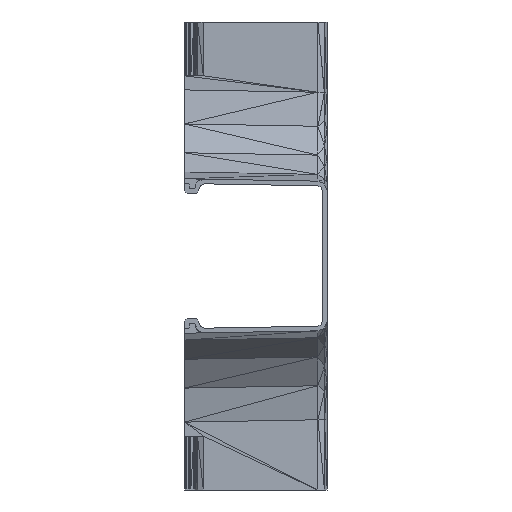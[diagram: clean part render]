
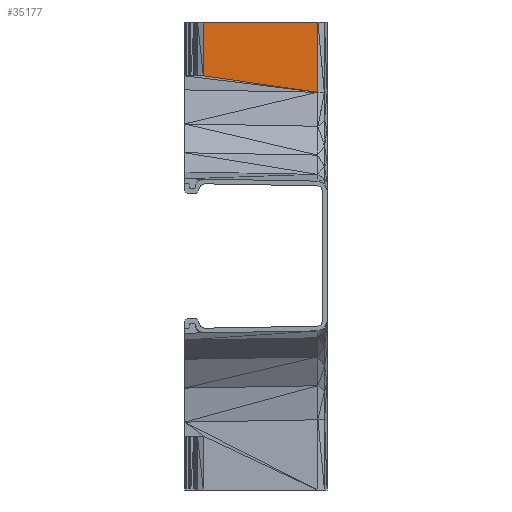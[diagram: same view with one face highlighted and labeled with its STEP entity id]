
A CAD part, left-side view. The second image highlights one B-rep face of the part: STEP entity #35177.
In plain terms, the highlighted planar face has unit normal (-1, -0.018, 0).
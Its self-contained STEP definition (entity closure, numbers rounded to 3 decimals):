
#17530 = PLANE('',#17531);
#17531 = AXIS2_PLACEMENT_3D('',#17532,#17533,#17534);
#17532 = CARTESIAN_POINT('',(0.006,-9.186,100.5));
#17533 = DIRECTION('',(0.,0.,1.));
#17534 = DIRECTION('',(0.,1.,0.));
#18452 = VERTEX_POINT('',#18453);
#18453 = CARTESIAN_POINT('',(-32.157,-28.21,
    70.341));
#18462 = PLANE('',#18463);
#18463 = AXIS2_PLACEMENT_3D('',#18464,#18465,#18466);
#18464 = CARTESIAN_POINT('',(-31.852,-28.933,
    84.71));
#18465 = DIRECTION('',(-0.922,-0.388,
    0.));
#18466 = DIRECTION('',(0.388,-0.922,0.));
#18487 = VERTEX_POINT('',#18488);
#18488 = CARTESIAN_POINT('',(-32.157,-28.21,100.5));
#18514 = EDGE_CURVE('',#18452,#18487,#18515,.T.);
#18515 = SURFACE_CURVE('',#18516,(#18520,#18527),.PCURVE_S1.);
#18516 = LINE('',#18517,#18518);
#18517 = CARTESIAN_POINT('',(-32.157,-28.21,
    70.341));
#18518 = VECTOR('',#18519,1.);
#18519 = DIRECTION('',(0.,0.,1.));
#18520 = PCURVE('',#18462,#18521);
#18521 = DEFINITIONAL_REPRESENTATION('',(#18522),#18526);
#18522 = LINE('',#18523,#18524);
#18523 = CARTESIAN_POINT('',(-0.785,-14.369));
#18524 = VECTOR('',#18525,1.);
#18525 = DIRECTION('',(0.,1.));
#18526 = ( GEOMETRIC_REPRESENTATION_CONTEXT(2) 
PARAMETRIC_REPRESENTATION_CONTEXT() REPRESENTATION_CONTEXT('2D SPACE',''
  ) );
#18527 = PCURVE('',#18528,#18533);
#18528 = PLANE('',#18529);
#18529 = AXIS2_PLACEMENT_3D('',#18530,#18531,#18532);
#18530 = CARTESIAN_POINT('',(-32.566,-4.758,
    87.056));
#18531 = DIRECTION('',(-1.,-0.017,
    0.));
#18532 = DIRECTION('',(0.017,-1.,
    0.));
#18533 = DEFINITIONAL_REPRESENTATION('',(#18534),#18538);
#18534 = LINE('',#18535,#18536);
#18535 = CARTESIAN_POINT('',(23.456,-16.715));
#18536 = VECTOR('',#18537,1.);
#18537 = DIRECTION('',(0.,1.));
#18538 = ( GEOMETRIC_REPRESENTATION_CONTEXT(2) 
PARAMETRIC_REPRESENTATION_CONTEXT() REPRESENTATION_CONTEXT('2D SPACE',''
  ) );
#20075 = VERTEX_POINT('',#20076);
#20076 = CARTESIAN_POINT('',(-33.015,20.971,
    77.385));
#20090 = PLANE('',#20091);
#20091 = AXIS2_PLACEMENT_3D('',#20092,#20093,#20094);
#20092 = CARTESIAN_POINT('',(-32.586,-3.599,
    73.864));
#20093 = DIRECTION('',(-1.,-0.017,
    0.));
#20094 = DIRECTION('',(0.017,-1.,0.));
#20116 = PLANE('',#20117);
#20117 = AXIS2_PLACEMENT_3D('',#20118,#20119,#20120);
#20118 = CARTESIAN_POINT('',(-33.015,20.982,
    88.953));
#20119 = DIRECTION('',(-1.,-0.011,
    0.));
#20120 = DIRECTION('',(0.011,-1.,
    0.));
#20132 = EDGE_CURVE('',#20133,#20075,#20135,.T.);
#20133 = VERTEX_POINT('',#20134);
#20134 = CARTESIAN_POINT('',(-33.015,20.971,100.5));
#20135 = SURFACE_CURVE('',#20136,(#20140,#20147),.PCURVE_S1.);
#20136 = LINE('',#20137,#20138);
#20137 = CARTESIAN_POINT('',(-33.015,20.971,100.5));
#20138 = VECTOR('',#20139,1.);
#20139 = DIRECTION('',(0.,0.,-1.));
#20140 = PCURVE('',#20116,#20141);
#20141 = DEFINITIONAL_REPRESENTATION('',(#20142),#20146);
#20142 = LINE('',#20143,#20144);
#20143 = CARTESIAN_POINT('',(0.01,11.547));
#20144 = VECTOR('',#20145,1.);
#20145 = DIRECTION('',(0.,-1.));
#20146 = ( GEOMETRIC_REPRESENTATION_CONTEXT(2) 
PARAMETRIC_REPRESENTATION_CONTEXT() REPRESENTATION_CONTEXT('2D SPACE',''
  ) );
#20147 = PCURVE('',#18528,#20148);
#20148 = DEFINITIONAL_REPRESENTATION('',(#20149),#20153);
#20149 = LINE('',#20150,#20151);
#20150 = CARTESIAN_POINT('',(-25.733,13.444));
#20151 = VECTOR('',#20152,1.);
#20152 = DIRECTION('',(0.,-1.));
#20153 = ( GEOMETRIC_REPRESENTATION_CONTEXT(2) 
PARAMETRIC_REPRESENTATION_CONTEXT() REPRESENTATION_CONTEXT('2D SPACE',''
  ) );
#20654 = EDGE_CURVE('',#20075,#18452,#20655,.T.);
#20655 = SURFACE_CURVE('',#20656,(#20660,#20667),.PCURVE_S1.);
#20656 = LINE('',#20657,#20658);
#20657 = CARTESIAN_POINT('',(-33.015,20.971,
    77.385));
#20658 = VECTOR('',#20659,1.);
#20659 = DIRECTION('',(0.017,-0.99,
    -0.142));
#20660 = PCURVE('',#20090,#20661);
#20661 = DEFINITIONAL_REPRESENTATION('',(#20662),#20666);
#20662 = LINE('',#20663,#20664);
#20663 = CARTESIAN_POINT('',(-24.574,3.521));
#20664 = VECTOR('',#20665,1.);
#20665 = DIRECTION('',(0.99,-0.142));
#20666 = ( GEOMETRIC_REPRESENTATION_CONTEXT(2) 
PARAMETRIC_REPRESENTATION_CONTEXT() REPRESENTATION_CONTEXT('2D SPACE',''
  ) );
#20667 = PCURVE('',#18528,#20668);
#20668 = DEFINITIONAL_REPRESENTATION('',(#20669),#20673);
#20669 = LINE('',#20670,#20671);
#20670 = CARTESIAN_POINT('',(-25.733,-9.671));
#20671 = VECTOR('',#20672,1.);
#20672 = DIRECTION('',(0.99,-0.142));
#20673 = ( GEOMETRIC_REPRESENTATION_CONTEXT(2) 
PARAMETRIC_REPRESENTATION_CONTEXT() REPRESENTATION_CONTEXT('2D SPACE',''
  ) );
#35177 = ADVANCED_FACE('',(#35178),#18528,.T.);
#35178 = FACE_BOUND('',#35179,.T.);
#35179 = EDGE_LOOP('',(#35180,#35181,#35202,#35203));
#35180 = ORIENTED_EDGE('',*,*,#18514,.T.);
#35181 = ORIENTED_EDGE('',*,*,#35182,.F.);
#35182 = EDGE_CURVE('',#20133,#18487,#35183,.T.);
#35183 = SURFACE_CURVE('',#35184,(#35188,#35195),.PCURVE_S1.);
#35184 = LINE('',#35185,#35186);
#35185 = CARTESIAN_POINT('',(-33.015,20.971,100.5));
#35186 = VECTOR('',#35187,1.);
#35187 = DIRECTION('',(0.017,-1.,0.));
#35188 = PCURVE('',#18528,#35189);
#35189 = DEFINITIONAL_REPRESENTATION('',(#35190),#35194);
#35190 = LINE('',#35191,#35192);
#35191 = CARTESIAN_POINT('',(-25.733,13.444));
#35192 = VECTOR('',#35193,1.);
#35193 = DIRECTION('',(1.,0.));
#35194 = ( GEOMETRIC_REPRESENTATION_CONTEXT(2) 
PARAMETRIC_REPRESENTATION_CONTEXT() REPRESENTATION_CONTEXT('2D SPACE',''
  ) );
#35195 = PCURVE('',#17530,#35196);
#35196 = DEFINITIONAL_REPRESENTATION('',(#35197),#35201);
#35197 = LINE('',#35198,#35199);
#35198 = CARTESIAN_POINT('',(30.157,33.021));
#35199 = VECTOR('',#35200,1.);
#35200 = DIRECTION('',(-1.,-0.017));
#35201 = ( GEOMETRIC_REPRESENTATION_CONTEXT(2) 
PARAMETRIC_REPRESENTATION_CONTEXT() REPRESENTATION_CONTEXT('2D SPACE',''
  ) );
#35202 = ORIENTED_EDGE('',*,*,#20132,.T.);
#35203 = ORIENTED_EDGE('',*,*,#20654,.T.);
